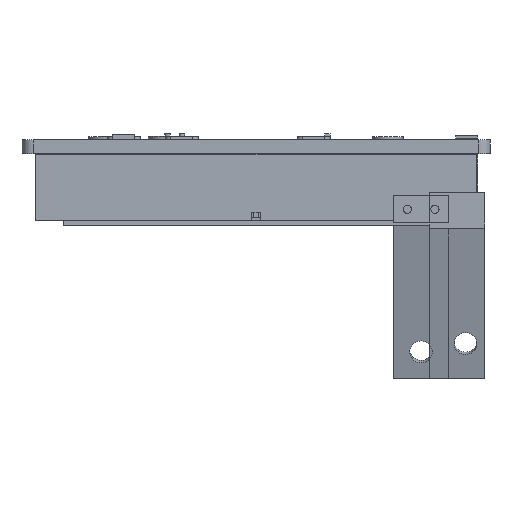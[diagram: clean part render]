
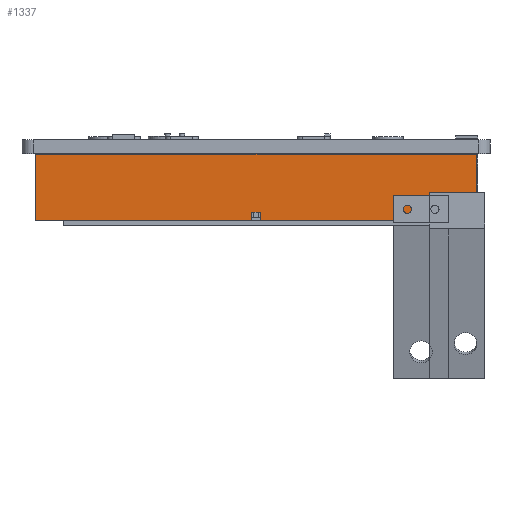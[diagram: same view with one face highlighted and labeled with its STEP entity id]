
A CAD part, front view. The second image highlights one B-rep face of the part: STEP entity #1337.
In plain terms, the highlighted planar face has unit normal (0, -1, 0).
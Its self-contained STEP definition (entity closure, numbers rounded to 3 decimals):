
#221 = VERTEX_POINT('',#222);
#222 = CARTESIAN_POINT('',(-80.,-65.,0.));
#228 = EDGE_CURVE('',#221,#229,#231,.T.);
#229 = VERTEX_POINT('',#230);
#230 = CARTESIAN_POINT('',(-1.5,-65.,0.));
#231 = LINE('',#232,#233);
#232 = CARTESIAN_POINT('',(-80.,-65.,0.));
#233 = VECTOR('',#234,1.);
#234 = DIRECTION('',(1.,0.,0.));
#285 = VERTEX_POINT('',#286);
#286 = CARTESIAN_POINT('',(1.5,-65.,0.));
#292 = EDGE_CURVE('',#285,#293,#295,.T.);
#293 = VERTEX_POINT('',#294);
#294 = CARTESIAN_POINT('',(80.,-65.,0.));
#295 = LINE('',#296,#297);
#296 = CARTESIAN_POINT('',(-80.,-65.,0.));
#297 = VECTOR('',#298,1.);
#298 = DIRECTION('',(1.,0.,0.));
#365 = VERTEX_POINT('',#366);
#366 = CARTESIAN_POINT('',(-80.,-65.,24.));
#372 = EDGE_CURVE('',#365,#373,#375,.T.);
#373 = VERTEX_POINT('',#374);
#374 = CARTESIAN_POINT('',(80.,-65.,24.));
#375 = LINE('',#376,#377);
#376 = CARTESIAN_POINT('',(-80.,-65.,24.));
#377 = VECTOR('',#378,1.);
#378 = DIRECTION('',(1.,0.,0.));
#1326 = EDGE_CURVE('',#293,#373,#1327,.T.);
#1327 = LINE('',#1328,#1329);
#1328 = CARTESIAN_POINT('',(80.,-65.,0.));
#1329 = VECTOR('',#1330,1.);
#1330 = DIRECTION('',(0.,0.,1.));
#1337 = ADVANCED_FACE('',(#1338),#1372,.F.);
#1338 = FACE_BOUND('',#1339,.F.);
#1339 = EDGE_LOOP('',(#1340,#1341,#1347,#1348,#1349,#1350,#1358,#1366));
#1340 = ORIENTED_EDGE('',*,*,#228,.F.);
#1341 = ORIENTED_EDGE('',*,*,#1342,.T.);
#1342 = EDGE_CURVE('',#221,#365,#1343,.T.);
#1343 = LINE('',#1344,#1345);
#1344 = CARTESIAN_POINT('',(-80.,-65.,0.));
#1345 = VECTOR('',#1346,1.);
#1346 = DIRECTION('',(0.,0.,1.));
#1347 = ORIENTED_EDGE('',*,*,#372,.T.);
#1348 = ORIENTED_EDGE('',*,*,#1326,.F.);
#1349 = ORIENTED_EDGE('',*,*,#292,.F.);
#1350 = ORIENTED_EDGE('',*,*,#1351,.T.);
#1351 = EDGE_CURVE('',#285,#1352,#1354,.T.);
#1352 = VERTEX_POINT('',#1353);
#1353 = CARTESIAN_POINT('',(1.5,-65.,3.));
#1354 = LINE('',#1355,#1356);
#1355 = CARTESIAN_POINT('',(1.5,-65.,0.));
#1356 = VECTOR('',#1357,1.);
#1357 = DIRECTION('',(0.,0.,1.));
#1358 = ORIENTED_EDGE('',*,*,#1359,.T.);
#1359 = EDGE_CURVE('',#1352,#1360,#1362,.T.);
#1360 = VERTEX_POINT('',#1361);
#1361 = CARTESIAN_POINT('',(-1.5,-65.,3.));
#1362 = LINE('',#1363,#1364);
#1363 = CARTESIAN_POINT('',(1.5,-65.,3.));
#1364 = VECTOR('',#1365,1.);
#1365 = DIRECTION('',(-1.,0.,0.));
#1366 = ORIENTED_EDGE('',*,*,#1367,.T.);
#1367 = EDGE_CURVE('',#1360,#229,#1368,.T.);
#1368 = LINE('',#1369,#1370);
#1369 = CARTESIAN_POINT('',(-1.5,-65.,3.));
#1370 = VECTOR('',#1371,1.);
#1371 = DIRECTION('',(0.,0.,-1.));
#1372 = PLANE('',#1373);
#1373 = AXIS2_PLACEMENT_3D('',#1374,#1375,#1376);
#1374 = CARTESIAN_POINT('',(-80.,-65.,0.));
#1375 = DIRECTION('',(0.,1.,0.));
#1376 = DIRECTION('',(1.,0.,0.));
